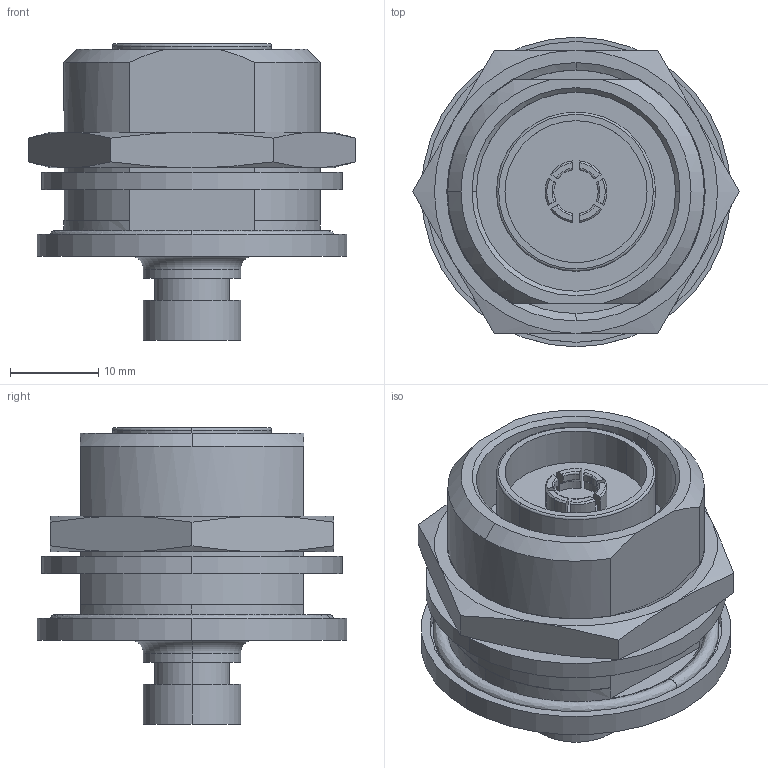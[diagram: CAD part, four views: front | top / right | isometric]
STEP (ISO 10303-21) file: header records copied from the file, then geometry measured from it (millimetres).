
FILE_DESCRIPTION (( 'STEP AP214' ), '1' );
FILE_NAME ('J01121A0160.STEP', '2018-09-19T08:01:46', ( '' ), ( '' ), 'SwSTEP 2.0', 'SolidWorks 2017', '' );
FILE_SCHEMA (( 'AUTOMOTIVE_DESIGN' ));
Length unit declared in the file: millimetre
Products named in the file (1): J01121A0160
Bounding box: 36.95 x 35 x 33.5 mm (x, y, z)
Volume: 15523.4 mm3; surface area: 8147.4 mm2
Topology: 3 solids, 3 shells, 155 faces, 386 edges, 248 vertices
Faces by surface type: cylinder 57, plane 47, cone 36, torus 11, bspline 4
Entity records: 6598 total; most frequent: CARTESIAN_POINT 1162, DIRECTION 785, ORIENTED_EDGE 772, EDGE_CURVE 386, AXIS2_PLACEMENT_3D 323, VERTEX_POINT 248, EDGE_LOOP 174, CIRCLE 171
